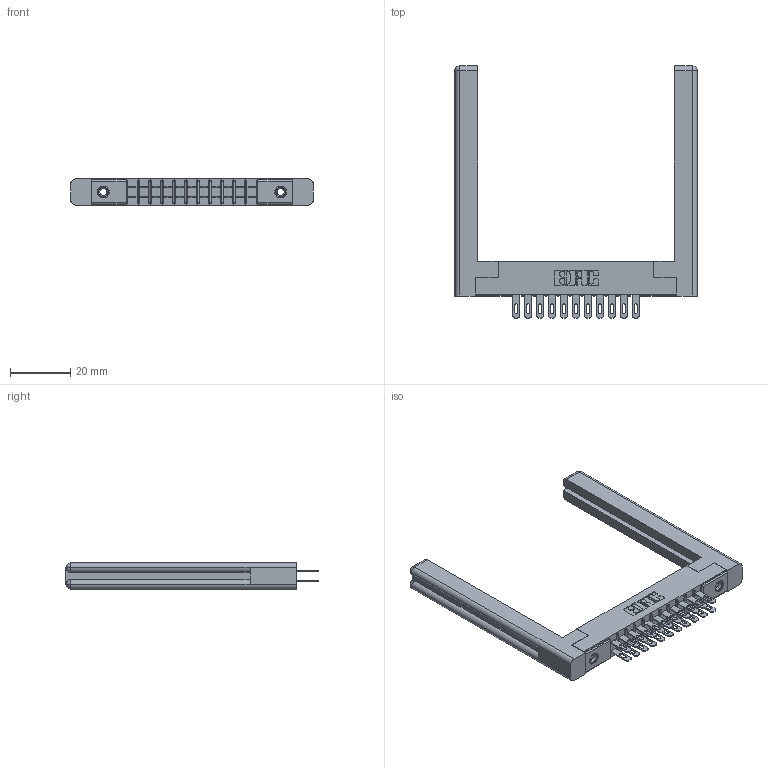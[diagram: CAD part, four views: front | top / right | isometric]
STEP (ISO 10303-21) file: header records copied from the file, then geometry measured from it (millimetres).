
FILE_DESCRIPTION (( 'STEP AP203' ), '1' );
FILE_NAME ('355-022-500-258.STEP', '2019-09-11T03:49:09', ( '' ), ( '' ), 'SwSTEP 2.0', 'SolidWorks 2016', '' );
FILE_SCHEMA (( 'CONFIG_CONTROL_DESIGN' ));
Length unit declared in the file: inch
Products named in the file (5): 307-220-058; 345-250-001_345-250-001-102; 305-290-001_500; 305 Part_.156 Dia; 355-022-500-258
Assembly tree (27 placements, depth 2):
  355-022-500-258
    305 Part_.156 Dia
    305-290-001_500  x22
    345-250-001_345-250-001-102  x2
    307-220-058  x2
Bounding box: 80.21 x 83.49 x 8.71 mm (x, y, z)
Volume: 12834.7 mm3; surface area: 14454.3 mm2
Topology: 27 solids, 27 shells, 1358 faces, 3827 edges, 2478 vertices
Faces by surface type: plane 768, cylinder 522, sphere 44, cone 12, torus 12
Entity records: 18339 total; most frequent: CARTESIAN_POINT 3050, ORIENTED_EDGE 2964, DIRECTION 2940, EDGE_CURVE 1482, VECTOR 1152, LINE 1152, VERTEX_POINT 950, AXIS2_PLACEMENT_3D 894
